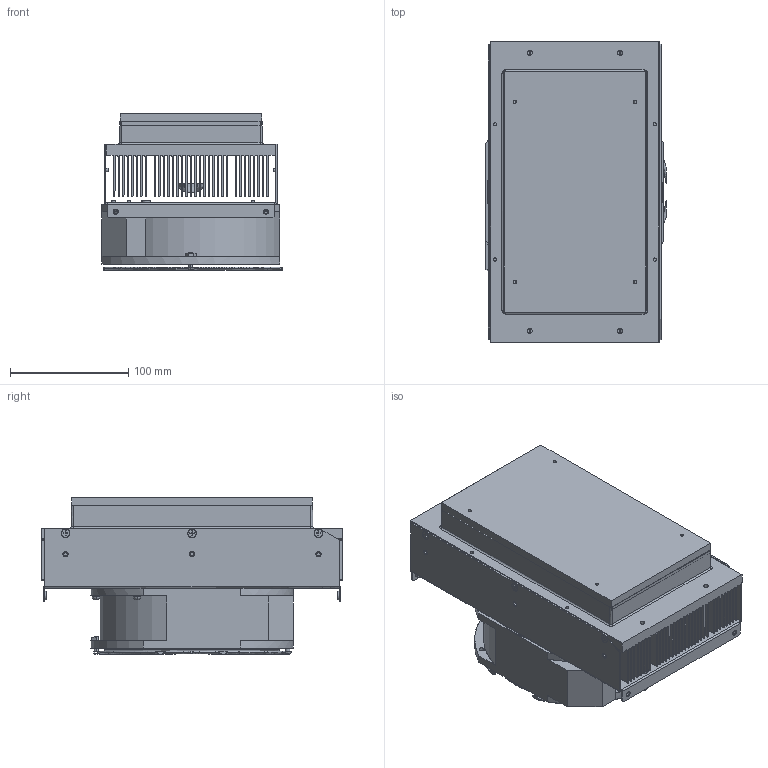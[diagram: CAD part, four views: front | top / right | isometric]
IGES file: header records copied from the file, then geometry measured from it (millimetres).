
Start section: SolidWorks IGES file using analytic representation for surfaces
Global section: file name: ahp-690cp.IGS; native system: SolidWorks 2016; preprocessor: SolidWorks 2016; author: Afshin; date: 160525.145520; units: inch
Bounding box: 152.21 x 254 x 132.15 mm (x, y, z)
Surface area: 855766.5 mm2 (no closed solid volume)
Topology: 0 solids, 0 shells, 613 faces, 9889 edges, 9887 vertices
Faces by surface type: bspline 359, revolution 254
